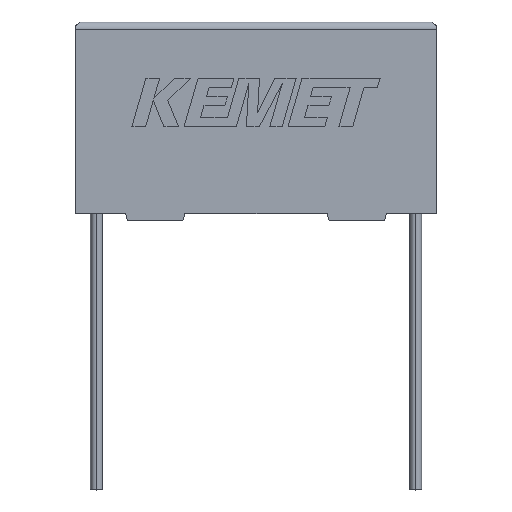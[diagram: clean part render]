
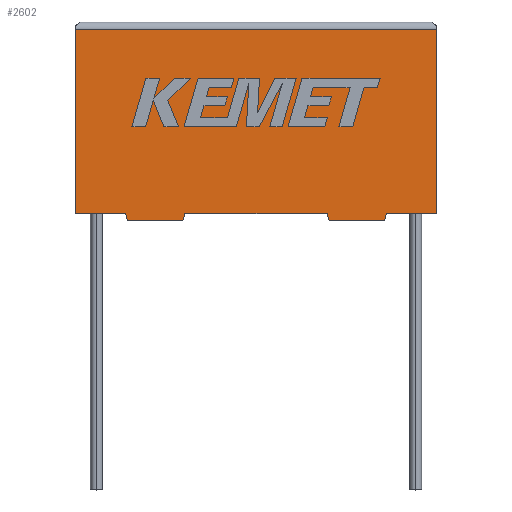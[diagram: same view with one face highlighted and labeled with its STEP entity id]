
A CAD part, top view. The second image highlights one B-rep face of the part: STEP entity #2602.
In plain terms, the highlighted planar face has unit normal (0, 0, 1).
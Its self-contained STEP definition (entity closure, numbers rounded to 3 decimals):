
#10 = CARTESIAN_POINT ( 'NONE',  ( 3.54, 0., 6. ) ) ;
#32 = EDGE_CURVE ( 'NONE', #1531, #416, #1250, .T. ) ;
#103 = CARTESIAN_POINT ( 'NONE',  ( 0., 0., 6. ) ) ;
#253 = LINE ( 'NONE', #1420, #602 ) ;
#316 = ORIENTED_EDGE ( 'NONE', *, *, #1680, .F. ) ;
#360 = VERTEX_POINT ( 'NONE', #2502 ) ;
#375 = CARTESIAN_POINT ( 'NONE',  ( 7.591, -0.5, 6. ) ) ;
#384 = DIRECTION ( 'NONE',  ( 1., 0., 0. ) ) ;
#415 = CARTESIAN_POINT ( 'NONE',  ( 17.909, -0.5, 6. ) ) ;
#416 = VERTEX_POINT ( 'NONE', #2103 ) ;
#425 = ORIENTED_EDGE ( 'NONE', *, *, #2111, .T. ) ;
#430 = LINE ( 'NONE', #2245, #3228 ) ;
#447 = EDGE_CURVE ( 'NONE', #3032, #2487, #253, .T. ) ;
#480 = VERTEX_POINT ( 'NONE', #2972 ) ;
#486 = CARTESIAN_POINT ( 'NONE',  ( 0., 0., 6. ) ) ;
#529 = DIRECTION ( 'NONE',  ( 0., -1., 0. ) ) ;
#542 = ORIENTED_EDGE ( 'NONE', *, *, #837, .F. ) ;
#602 = VECTOR ( 'NONE', #2193, 1000. ) ;
#615 = DIRECTION ( 'NONE',  ( 1., 0., 0. ) ) ;
#629 = CARTESIAN_POINT ( 'NONE',  ( 0., 0., 6. ) ) ;
#635 = CARTESIAN_POINT ( 'NONE',  ( 21.81, -0.5, 6. ) ) ;
#678 = ORIENTED_EDGE ( 'NONE', *, *, #1480, .T. ) ;
#702 = DIRECTION ( 'NONE',  ( 1., 0., 0. ) ) ;
#712 = CARTESIAN_POINT ( 'NONE',  ( 0., 13., 6. ) ) ;
#739 = DIRECTION ( 'NONE',  ( 0., 1., 0. ) ) ;
#750 = VERTEX_POINT ( 'NONE', #1383 ) ;
#753 = PLANE ( 'NONE',  #2055 ) ;
#837 = EDGE_CURVE ( 'NONE', #480, #2437, #3150, .T. ) ;
#868 = CARTESIAN_POINT ( 'NONE',  ( 17.758, 0., 6. ) ) ;
#898 = VECTOR ( 'NONE', #1601, 1000. ) ;
#927 = ORIENTED_EDGE ( 'NONE', *, *, #447, .F. ) ;
#961 = DIRECTION ( 'NONE',  ( 1., 0., 0. ) ) ;
#969 = CARTESIAN_POINT ( 'NONE',  ( 0., 0., 6. ) ) ;
#976 = DIRECTION ( 'NONE',  ( 0.287, -0.958, 0. ) ) ;
#1006 = EDGE_CURVE ( 'NONE', #1792, #360, #3195, .T. ) ;
#1169 = ORIENTED_EDGE ( 'NONE', *, *, #32, .T. ) ;
#1247 = LINE ( 'NONE', #712, #2407 ) ;
#1250 = LINE ( 'NONE', #10, #1454 ) ;
#1253 = VECTOR ( 'NONE', #615, 1000. ) ;
#1356 = VECTOR ( 'NONE', #384, 1000. ) ;
#1383 = CARTESIAN_POINT ( 'NONE',  ( 0., 13., 6. ) ) ;
#1420 = CARTESIAN_POINT ( 'NONE',  ( 17.909, -0.5, 6. ) ) ;
#1445 = CARTESIAN_POINT ( 'NONE',  ( 3.54, 0., 6. ) ) ;
#1454 = VECTOR ( 'NONE', #976, 1000. ) ;
#1480 = EDGE_CURVE ( 'NONE', #480, #2764, #3139, .T. ) ;
#1498 = ORIENTED_EDGE ( 'NONE', *, *, #1793, .T. ) ;
#1531 = VERTEX_POINT ( 'NONE', #1445 ) ;
#1552 = LINE ( 'NONE', #103, #1356 ) ;
#1601 = DIRECTION ( 'NONE',  ( -1., 0., 0. ) ) ;
#1603 = FACE_OUTER_BOUND ( 'NONE', #3219, .T. ) ;
#1680 = EDGE_CURVE ( 'NONE', #2437, #3032, #3135, .T. ) ;
#1730 = LINE ( 'NONE', #969, #2770 ) ;
#1791 = CARTESIAN_POINT ( 'NONE',  ( 21.96, 0., 6. ) ) ;
#1792 = VERTEX_POINT ( 'NONE', #375 ) ;
#1793 = EDGE_CURVE ( 'NONE', #3142, #1531, #1552, .T. ) ;
#1841 = CARTESIAN_POINT ( 'NONE',  ( 21.81, -0.5, 6. ) ) ;
#1900 = ORIENTED_EDGE ( 'NONE', *, *, #2822, .T. ) ;
#1903 = VECTOR ( 'NONE', #961, 1000. ) ;
#2016 = VECTOR ( 'NONE', #2757, 1000. ) ;
#2054 = ORIENTED_EDGE ( 'NONE', *, *, #3006, .T. ) ;
#2055 = AXIS2_PLACEMENT_3D ( 'NONE', #486, #2254, #2661 ) ;
#2103 = CARTESIAN_POINT ( 'NONE',  ( 3.69, -0.5, 6. ) ) ;
#2111 = EDGE_CURVE ( 'NONE', #416, #1792, #2784, .T. ) ;
#2193 = DIRECTION ( 'NONE',  ( -0.287, 0.958, 0. ) ) ;
#2245 = CARTESIAN_POINT ( 'NONE',  ( 25.5, 0., 6. ) ) ;
#2254 = DIRECTION ( 'NONE',  ( 0., 0., -1. ) ) ;
#2342 = ORIENTED_EDGE ( 'NONE', *, *, #2500, .T. ) ;
#2367 = LINE ( 'NONE', #629, #1253 ) ;
#2370 = VECTOR ( 'NONE', #2794, 1000. ) ;
#2407 = VECTOR ( 'NONE', #2469, 1000. ) ;
#2437 = VERTEX_POINT ( 'NONE', #635 ) ;
#2442 = ORIENTED_EDGE ( 'NONE', *, *, #3226, .T. ) ;
#2458 = CARTESIAN_POINT ( 'NONE',  ( 3.69, -0.5, 6. ) ) ;
#2469 = DIRECTION ( 'NONE',  ( -1., 0., 0. ) ) ;
#2487 = VERTEX_POINT ( 'NONE', #868 ) ;
#2500 = EDGE_CURVE ( 'NONE', #360, #2487, #2367, .T. ) ;
#2502 = CARTESIAN_POINT ( 'NONE',  ( 7.742, 0., 6. ) ) ;
#2521 = CARTESIAN_POINT ( 'NONE',  ( 7.591, -0.5, 6. ) ) ;
#2602 = ADVANCED_FACE ( 'NONE', ( #1603 ), #753, .F. ) ;
#2661 = DIRECTION ( 'NONE',  ( -1., 0., 0. ) ) ;
#2677 = CARTESIAN_POINT ( 'NONE',  ( 25.5, 13., 6. ) ) ;
#2690 = ORIENTED_EDGE ( 'NONE', *, *, #1006, .T. ) ;
#2757 = DIRECTION ( 'NONE',  ( 0.287, 0.958, 0. ) ) ;
#2764 = VERTEX_POINT ( 'NONE', #2799 ) ;
#2770 = VECTOR ( 'NONE', #529, 1000. ) ;
#2784 = LINE ( 'NONE', #2458, #1903 ) ;
#2794 = DIRECTION ( 'NONE',  ( -0.287, -0.958, 0. ) ) ;
#2799 = CARTESIAN_POINT ( 'NONE',  ( 25.5, 0., 6. ) ) ;
#2822 = EDGE_CURVE ( 'NONE', #2764, #2960, #430, .T. ) ;
#2900 = VECTOR ( 'NONE', #702, 1000. ) ;
#2960 = VERTEX_POINT ( 'NONE', #2677 ) ;
#2972 = CARTESIAN_POINT ( 'NONE',  ( 21.96, 0., 6. ) ) ;
#3006 = EDGE_CURVE ( 'NONE', #2960, #750, #1247, .T. ) ;
#3032 = VERTEX_POINT ( 'NONE', #415 ) ;
#3135 = LINE ( 'NONE', #1841, #898 ) ;
#3139 = LINE ( 'NONE', #3198, #2900 ) ;
#3142 = VERTEX_POINT ( 'NONE', #3208 ) ;
#3150 = LINE ( 'NONE', #1791, #2370 ) ;
#3195 = LINE ( 'NONE', #2521, #2016 ) ;
#3198 = CARTESIAN_POINT ( 'NONE',  ( 0., 0., 6. ) ) ;
#3208 = CARTESIAN_POINT ( 'NONE',  ( 0., 0., 6. ) ) ;
#3219 = EDGE_LOOP ( 'NONE', ( #1900, #2054, #2442, #1498, #1169, #425, #2690, #2342, #927, #316, #542, #678 ) ) ;
#3226 = EDGE_CURVE ( 'NONE', #750, #3142, #1730, .T. ) ;
#3228 = VECTOR ( 'NONE', #739, 1000. ) ;
